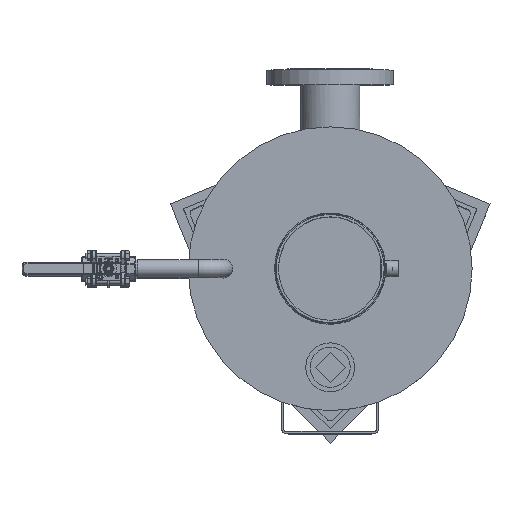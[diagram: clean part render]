
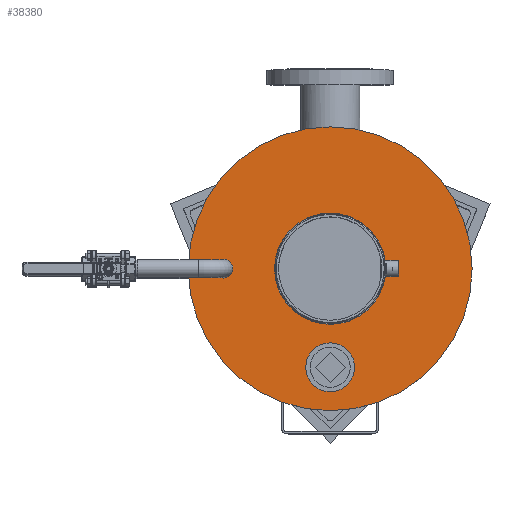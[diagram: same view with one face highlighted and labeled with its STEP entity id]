
A CAD part, top view. The second image highlights one B-rep face of the part: STEP entity #38380.
In plain terms, the highlighted planar face has unit normal (0, 0, 1).
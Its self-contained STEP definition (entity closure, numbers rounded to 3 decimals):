
#1730=FACE_BOUND('',#11381,.T.);
#1731=FACE_BOUND('',#11382,.T.);
#1732=FACE_BOUND('',#11383,.T.);
#6873=PLANE('',#42166);
#8760=FACE_OUTER_BOUND('',#11380,.T.);
#11380=EDGE_LOOP('',(#32204,#32205));
#11381=EDGE_LOOP('',(#32206));
#11382=EDGE_LOOP('',(#32207));
#11383=EDGE_LOOP('',(#32208));
#14876=CIRCLE('',#42150,36.65);
#14883=CIRCLE('',#42160,83.5);
#14884=CIRCLE('',#42162,14.);
#14885=CIRCLE('',#42164,213.);
#14886=CIRCLE('',#42165,213.);
#17886=VERTEX_POINT('',#74483);
#17892=VERTEX_POINT('',#74500);
#17893=VERTEX_POINT('',#74504);
#17894=VERTEX_POINT('',#74508);
#17895=VERTEX_POINT('',#74509);
#22806=EDGE_CURVE('',#17886,#17886,#14876,.T.);
#22814=EDGE_CURVE('',#17892,#17892,#14883,.T.);
#22816=EDGE_CURVE('',#17893,#17893,#14884,.T.);
#22818=EDGE_CURVE('',#17894,#17895,#14885,.T.);
#22819=EDGE_CURVE('',#17895,#17894,#14886,.T.);
#32204=ORIENTED_EDGE('',*,*,#22818,.T.);
#32205=ORIENTED_EDGE('',*,*,#22819,.T.);
#32206=ORIENTED_EDGE('',*,*,#22806,.T.);
#32207=ORIENTED_EDGE('',*,*,#22816,.T.);
#32208=ORIENTED_EDGE('',*,*,#22814,.T.);
#38380=ADVANCED_FACE('',(#8760,#1730,#1731,#1732),#6873,.T.);
#42150=AXIS2_PLACEMENT_3D('',#74484,#50682,#50683);
#42160=AXIS2_PLACEMENT_3D('',#74501,#50703,#50704);
#42162=AXIS2_PLACEMENT_3D('',#74505,#50708,#50709);
#42164=AXIS2_PLACEMENT_3D('',#74510,#50713,#50714);
#42165=AXIS2_PLACEMENT_3D('',#74511,#50715,#50716);
#42166=AXIS2_PLACEMENT_3D('',#74513,#50718,#50719);
#50682=DIRECTION('center_axis',(0.,0.,-1.));
#50683=DIRECTION('ref_axis',(1.,0.,0.));
#50703=DIRECTION('center_axis',(0.,0.,-1.));
#50704=DIRECTION('ref_axis',(1.,0.,0.));
#50708=DIRECTION('center_axis',(0.,0.,-1.));
#50709=DIRECTION('ref_axis',(1.,0.,0.));
#50713=DIRECTION('center_axis',(0.,0.,1.));
#50714=DIRECTION('ref_axis',(-1.,0.,0.));
#50715=DIRECTION('center_axis',(0.,0.,1.));
#50716=DIRECTION('ref_axis',(-1.,0.,0.));
#50718=DIRECTION('center_axis',(0.,0.,1.));
#50719=DIRECTION('ref_axis',(0.,-1.,0.));
#74483=CARTESIAN_POINT('',(-36.65,-148.,1200.));
#74484=CARTESIAN_POINT('Origin',(0.,-148.,1200.));
#74500=CARTESIAN_POINT('',(-83.5,0.,1200.));
#74501=CARTESIAN_POINT('Origin',(0.,0.,1200.));
#74504=CARTESIAN_POINT('',(-174.,0.,1200.));
#74505=CARTESIAN_POINT('Origin',(-160.,0.,1200.));
#74508=CARTESIAN_POINT('',(-213.,0.,1200.));
#74509=CARTESIAN_POINT('',(213.,0.,1200.));
#74510=CARTESIAN_POINT('Origin',(0.,0.,1200.));
#74511=CARTESIAN_POINT('Origin',(0.,0.,1200.));
#74513=CARTESIAN_POINT('Origin',(0.,0.,1200.));
